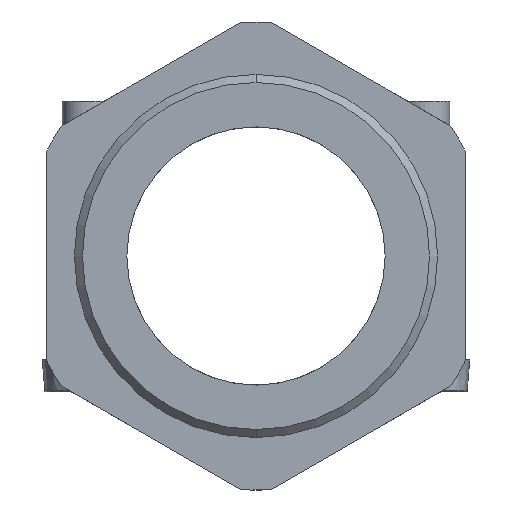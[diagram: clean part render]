
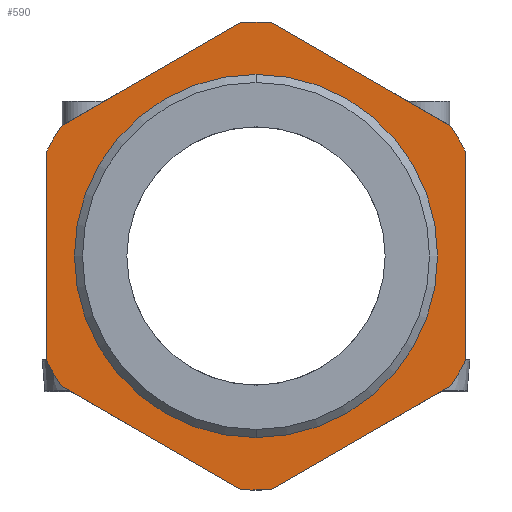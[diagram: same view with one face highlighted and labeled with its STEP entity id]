
A CAD part, front view. The second image highlights one B-rep face of the part: STEP entity #590.
In plain terms, the highlighted planar face has unit normal (0, -1, 0).
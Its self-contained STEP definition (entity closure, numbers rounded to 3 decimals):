
#1=CARTESIAN_POINT('',(0.,0.,0.));
#2=DIRECTION('',(0.,-1.,0.));
#3=DIRECTION('',(0.,0.,1.));
#4=AXIS2_PLACEMENT_3D('',#1,#2,#3);
#6=CARTESIAN_POINT('',(0.,0.,0.));
#7=DIRECTION('',(0.,-1.,0.));
#8=DIRECTION('',(0.,0.,-1.));
#9=AXIS2_PLACEMENT_3D('',#6,#7,#8);
#11=DIRECTION('',(-0.866,0.,0.5));
#12=VECTOR('',#11,12.845);
#13=CARTESIAN_POINT('',(-0.938,0.,-14.47));
#14=LINE('',#13,#12);
#15=CARTESIAN_POINT('',(0.,0.,0.));
#16=DIRECTION('',(0.,1.,0.));
#17=DIRECTION('',(-0.832,0.,-0.555));
#18=AXIS2_PLACEMENT_3D('',#15,#16,#17);
#20=DIRECTION('',(0.,0.,1.));
#21=VECTOR('',#20,12.845);
#22=CARTESIAN_POINT('',(-13.,0.,-6.423));
#23=LINE('',#22,#21);
#24=CARTESIAN_POINT('',(0.,0.,0.));
#25=DIRECTION('',(0.,1.,0.));
#26=DIRECTION('',(-0.897,0.,0.443));
#27=AXIS2_PLACEMENT_3D('',#24,#25,#26);
#29=DIRECTION('',(0.866,0.,0.5));
#30=VECTOR('',#29,12.845);
#31=CARTESIAN_POINT('',(-12.062,0.,8.047));
#32=LINE('',#31,#30);
#33=DIRECTION('',(0.866,0.,-0.5));
#34=VECTOR('',#33,12.845);
#35=CARTESIAN_POINT('',(0.938,0.,14.47));
#36=LINE('',#35,#34);
#37=CARTESIAN_POINT('',(0.,0.,0.));
#38=DIRECTION('',(0.,1.,0.));
#39=DIRECTION('',(0.832,0.,0.555));
#40=AXIS2_PLACEMENT_3D('',#37,#38,#39);
#42=DIRECTION('',(0.,0.,-1.));
#43=VECTOR('',#42,12.845);
#44=CARTESIAN_POINT('',(13.,0.,6.423));
#45=LINE('',#44,#43);
#46=CARTESIAN_POINT('',(0.,0.,0.));
#47=DIRECTION('',(0.,1.,0.));
#48=DIRECTION('',(0.897,0.,-0.443));
#49=AXIS2_PLACEMENT_3D('',#46,#47,#48);
#51=DIRECTION('',(-0.866,0.,-0.5));
#52=VECTOR('',#51,12.845);
#53=CARTESIAN_POINT('',(12.062,0.,-8.047));
#54=LINE('',#53,#52);
#352=CARTESIAN_POINT('',(0.,0.,0.));
#353=DIRECTION('',(0.,-1.,0.));
#354=DIRECTION('',(-0.065,0.,-0.998));
#355=AXIS2_PLACEMENT_3D('',#352,#353,#354);
#367=CARTESIAN_POINT('',(0.,0.,0.));
#368=DIRECTION('',(0.,-1.,0.));
#369=DIRECTION('',(0.065,0.,0.998));
#370=AXIS2_PLACEMENT_3D('',#367,#368,#369);
#437=CARTESIAN_POINT('',(0.,0.,11.25));
#438=CARTESIAN_POINT('',(0.,0.,-11.25));
#439=VERTEX_POINT('',#437);
#440=VERTEX_POINT('',#438);
#441=CARTESIAN_POINT('',(-12.062,0.,-8.047));
#442=CARTESIAN_POINT('',(-13.,0.,-6.423));
#443=VERTEX_POINT('',#441);
#444=VERTEX_POINT('',#442);
#445=CARTESIAN_POINT('',(-13.,0.,6.423));
#446=CARTESIAN_POINT('',(-12.062,0.,8.047));
#447=VERTEX_POINT('',#445);
#448=VERTEX_POINT('',#446);
#449=CARTESIAN_POINT('',(12.062,0.,8.047));
#450=CARTESIAN_POINT('',(13.,0.,6.423));
#451=VERTEX_POINT('',#449);
#452=VERTEX_POINT('',#450);
#453=CARTESIAN_POINT('',(13.,0.,-6.423));
#454=CARTESIAN_POINT('',(12.062,0.,-8.047));
#455=VERTEX_POINT('',#453);
#456=VERTEX_POINT('',#454);
#473=CARTESIAN_POINT('',(0.938,0.,14.47));
#475=VERTEX_POINT('',#473);
#477=CARTESIAN_POINT('',(0.938,0.,-14.47));
#479=VERTEX_POINT('',#477);
#481=CARTESIAN_POINT('',(-0.938,0.,-14.47));
#483=VERTEX_POINT('',#481);
#485=CARTESIAN_POINT('',(-0.938,0.,14.47));
#487=VERTEX_POINT('',#485);
#553=CARTESIAN_POINT('',(0.,0.,0.));
#554=DIRECTION('',(0.,1.,0.));
#555=DIRECTION('',(1.,0.,0.));
#556=AXIS2_PLACEMENT_3D('',#553,#554,#555);
#557=PLANE('',#556);
#559=ORIENTED_EDGE('',*,*,#558,.F.);
#561=ORIENTED_EDGE('',*,*,#560,.T.);
#563=ORIENTED_EDGE('',*,*,#562,.T.);
#565=ORIENTED_EDGE('',*,*,#564,.T.);
#567=ORIENTED_EDGE('',*,*,#566,.T.);
#569=ORIENTED_EDGE('',*,*,#568,.T.);
#571=ORIENTED_EDGE('',*,*,#570,.F.);
#573=ORIENTED_EDGE('',*,*,#572,.T.);
#575=ORIENTED_EDGE('',*,*,#574,.T.);
#577=ORIENTED_EDGE('',*,*,#576,.T.);
#579=ORIENTED_EDGE('',*,*,#578,.T.);
#581=ORIENTED_EDGE('',*,*,#580,.T.);
#582=EDGE_LOOP('',(#559,#561,#563,#565,#567,#569,#571,#573,#575,#577,#579,
#581));
#583=FACE_OUTER_BOUND('',#582,.F.);
#585=ORIENTED_EDGE('',*,*,#584,.T.);
#587=ORIENTED_EDGE('',*,*,#586,.T.);
#588=EDGE_LOOP('',(#585,#587));
#589=FACE_BOUND('',#588,.F.);
#590=ADVANCED_FACE('',(#583,#589),#557,.F.);
#5=CIRCLE('',#4,11.25);
#10=CIRCLE('',#9,11.25);
#19=CIRCLE('',#18,14.5);
#28=CIRCLE('',#27,14.5);
#41=CIRCLE('',#40,14.5);
#50=CIRCLE('',#49,14.5);
#356=CIRCLE('',#355,14.5);
#371=CIRCLE('',#370,14.5);
#558=EDGE_CURVE('',#483,#479,#356,.T.);
#560=EDGE_CURVE('',#483,#443,#14,.T.);
#562=EDGE_CURVE('',#443,#444,#19,.T.);
#564=EDGE_CURVE('',#444,#447,#23,.T.);
#566=EDGE_CURVE('',#447,#448,#28,.T.);
#568=EDGE_CURVE('',#448,#487,#32,.T.);
#570=EDGE_CURVE('',#475,#487,#371,.T.);
#572=EDGE_CURVE('',#475,#451,#36,.T.);
#574=EDGE_CURVE('',#451,#452,#41,.T.);
#576=EDGE_CURVE('',#452,#455,#45,.T.);
#578=EDGE_CURVE('',#455,#456,#50,.T.);
#580=EDGE_CURVE('',#456,#479,#54,.T.);
#584=EDGE_CURVE('',#439,#440,#5,.T.);
#586=EDGE_CURVE('',#440,#439,#10,.T.);
